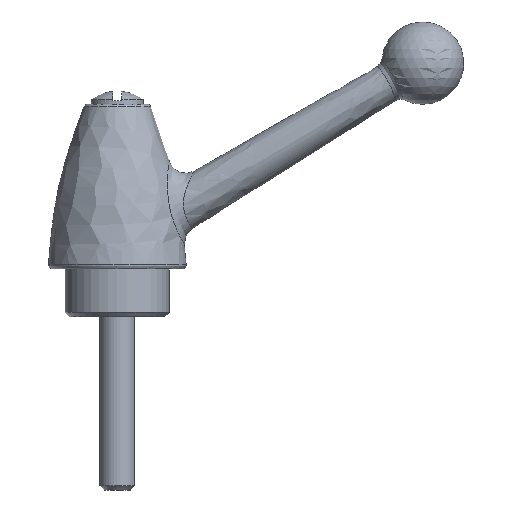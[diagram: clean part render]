
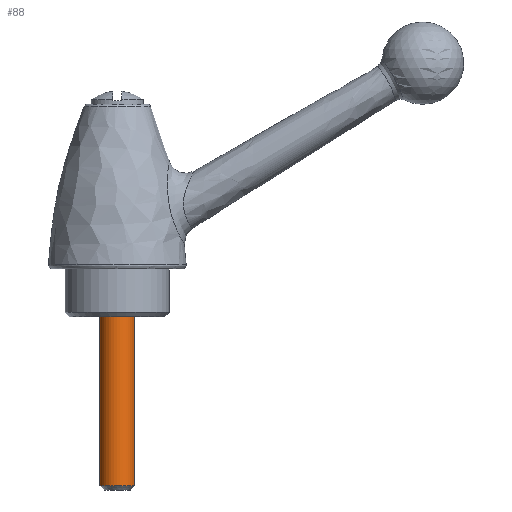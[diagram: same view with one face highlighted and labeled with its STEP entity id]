
A CAD part, front view. The second image highlights one B-rep face of the part: STEP entity #88.
In plain terms, the highlighted cylindrical face has radius 2 mm (diameter 4 mm), a full revolution.
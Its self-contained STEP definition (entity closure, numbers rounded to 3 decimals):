
#88 = ADVANCED_FACE( '', ( #188, #189 ), #190, .T. );
#188 = FACE_OUTER_BOUND( '', #4109, .T. );
#189 = FACE_OUTER_BOUND( '', #4110, .T. );
#190 = CYLINDRICAL_SURFACE( '', #4111, 2. );
#4109 = EDGE_LOOP( '', ( #4237 ) );
#4110 = EDGE_LOOP( '', ( #4238 ) );
#4111 = AXIS2_PLACEMENT_3D( '', #4239, #4240, #4241 );
#4237 = ORIENTED_EDGE( '', *, *, #4272, .T. );
#4238 = ORIENTED_EDGE( '', *, *, #4312, .T. );
#4239 = CARTESIAN_POINT( '', ( 0., 0., -25.5 ) );
#4240 = DIRECTION( '', ( 0., 0., -1. ) );
#4241 = DIRECTION( '', ( 0., -1., 0. ) );
#4272 = EDGE_CURVE( '', #4332, #4332, #4333, .F. );
#4312 = EDGE_CURVE( '', #4391, #4391, #4392, .F. );
#4332 = VERTEX_POINT( '', #5387 );
#4333 = CIRCLE( '', #5388, 2. );
#4391 = VERTEX_POINT( '', #6268 );
#4392 = CIRCLE( '', #6269, 2. );
#5387 = CARTESIAN_POINT( '', ( 0., 2., -25. ) );
#5388 = AXIS2_PLACEMENT_3D( '', #6279, #6280, #6281 );
#6268 = CARTESIAN_POINT( '', ( 0., -2., -5.5 ) );
#6269 = AXIS2_PLACEMENT_3D( '', #6324, #6325, #6326 );
#6279 = CARTESIAN_POINT( '', ( 0., 0., -25. ) );
#6280 = DIRECTION( '', ( 0., 0., -1. ) );
#6281 = DIRECTION( '', ( 0., 1., 0. ) );
#6324 = CARTESIAN_POINT( '', ( 0., 0., -5.5 ) );
#6325 = DIRECTION( '', ( 0., 0., 1. ) );
#6326 = DIRECTION( '', ( 0., -1., 0. ) );
